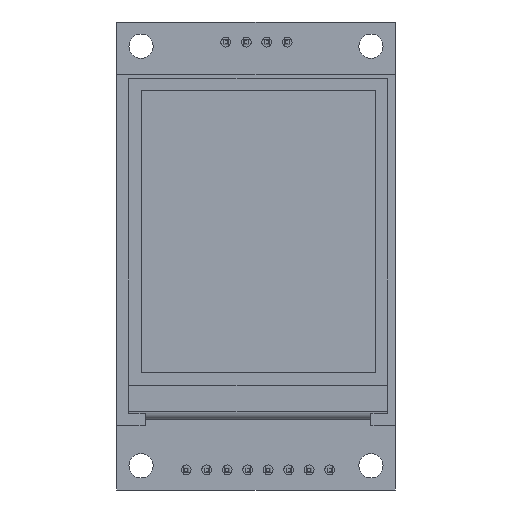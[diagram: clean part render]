
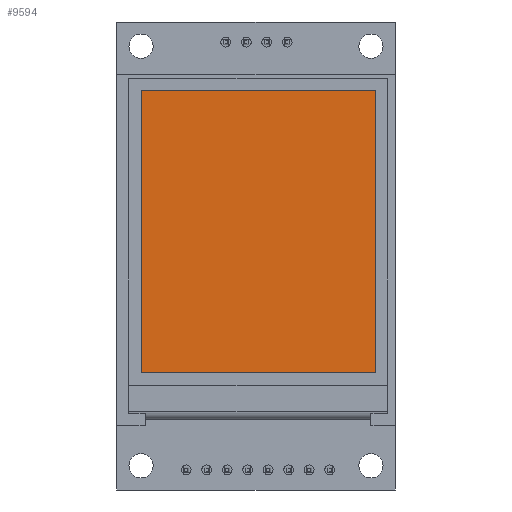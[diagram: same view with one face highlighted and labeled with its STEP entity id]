
A CAD part, front view. The second image highlights one B-rep face of the part: STEP entity #9594.
In plain terms, the highlighted planar face has unit normal (0, -1, 0).
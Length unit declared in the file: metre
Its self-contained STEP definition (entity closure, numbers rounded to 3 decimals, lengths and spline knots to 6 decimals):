
#136=PLANE('',#10450);
#692=LINE('',#13705,#2011);
#693=LINE('',#13708,#2012);
#694=LINE('',#13710,#2013);
#695=LINE('',#13712,#2014);
#2011=VECTOR('',#11168,1.);
#2012=VECTOR('',#11169,1.);
#2013=VECTOR('',#11170,1.);
#2014=VECTOR('',#11171,1.);
#3417=ORIENTED_EDGE('',*,*,#6116,.T.);
#3418=ORIENTED_EDGE('',*,*,#6117,.T.);
#3419=ORIENTED_EDGE('',*,*,#6118,.T.);
#3420=ORIENTED_EDGE('',*,*,#6119,.T.);
#6116=EDGE_CURVE('',#7464,#7465,#692,.T.);
#6117=EDGE_CURVE('',#7465,#7466,#693,.T.);
#6118=EDGE_CURVE('',#7466,#7467,#694,.T.);
#6119=EDGE_CURVE('',#7467,#7464,#695,.T.);
#7464=VERTEX_POINT('',#13706);
#7465=VERTEX_POINT('',#13707);
#7466=VERTEX_POINT('',#13709);
#7467=VERTEX_POINT('',#13711);
#8366=EDGE_LOOP('',(#3417,#3418,#3419,#3420));
#8980=FACE_BOUND('',#8366,.T.);
#9594=ADVANCED_FACE('',(#8980),#136,.T.);
#10450=AXIS2_PLACEMENT_3D('',#13704,#11166,#11167);
#11166=DIRECTION('',(0.,-1.,0.));
#11167=DIRECTION('',(1.,0.,0.));
#11168=DIRECTION('',(1.,0.,0.));
#11169=DIRECTION('',(0.,0.,1.));
#11170=DIRECTION('',(-1.,0.,0.));
#11171=DIRECTION('',(0.,0.,-1.));
#13704=CARTESIAN_POINT('',(0.017,-0.0045,0.02975));
#13705=CARTESIAN_POINT('',(0.017,-0.0045,0.0145));
#13706=CARTESIAN_POINT('',(0.0025,-0.0045,0.0145));
#13707=CARTESIAN_POINT('',(0.0315,-0.0045,0.0145));
#13708=CARTESIAN_POINT('',(0.0315,-0.0045,0.02975));
#13709=CARTESIAN_POINT('',(0.0315,-0.0045,0.0495));
#13710=CARTESIAN_POINT('',(0.017,-0.0045,0.0495));
#13711=CARTESIAN_POINT('',(0.0025,-0.0045,0.0495));
#13712=CARTESIAN_POINT('',(0.0025,-0.0045,0.02975));
